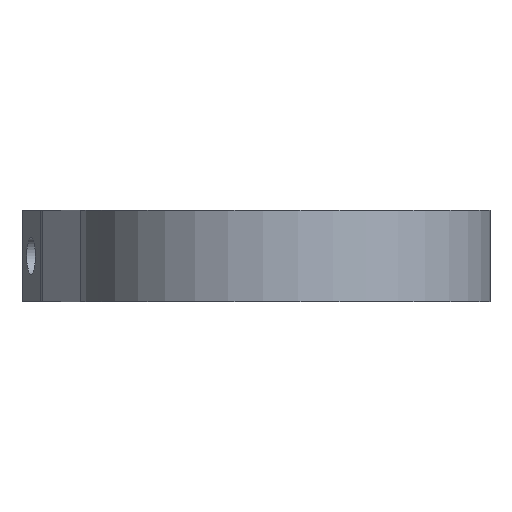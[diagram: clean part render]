
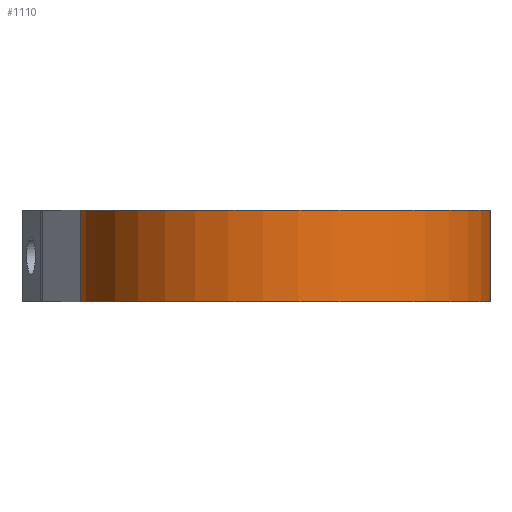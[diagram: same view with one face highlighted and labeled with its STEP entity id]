
A CAD part, left-side view. The second image highlights one B-rep face of the part: STEP entity #1110.
In plain terms, the highlighted cylindrical face has radius 28.48 mm (diameter 56.959 mm), a partial arc.
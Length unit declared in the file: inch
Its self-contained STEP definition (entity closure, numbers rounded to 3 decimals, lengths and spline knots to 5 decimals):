
#93=LINE('',#1773,#149);
#108=LINE('',#1972,#164);
#149=VECTOR('',#1423,0.5);
#164=VECTOR('',#1584,0.5);
#272=FACE_OUTER_BOUND('',#380,.T.);
#380=EDGE_LOOP('',(#998,#999,#1000,#1001));
#397=CIRCLE('',#1131,1.12125);
#428=CIRCLE('',#1164,1.12125);
#484=VERTEX_POINT('',#1631);
#485=VERTEX_POINT('',#1633);
#526=VERTEX_POINT('',#1720);
#527=VERTEX_POINT('',#1722);
#596=EDGE_CURVE('',#484,#485,#397,.T.);
#641=EDGE_CURVE('',#527,#526,#428,.T.);
#667=EDGE_CURVE('',#527,#484,#93,.T.);
#727=EDGE_CURVE('',#526,#485,#108,.T.);
#998=ORIENTED_EDGE('',*,*,#727,.T.);
#999=ORIENTED_EDGE('',*,*,#596,.F.);
#1000=ORIENTED_EDGE('',*,*,#667,.F.);
#1001=ORIENTED_EDGE('',*,*,#641,.T.);
#1056=CYLINDRICAL_SURFACE('',#1253,1.12125);
#1110=ADVANCED_FACE('',(#272),#1056,.T.);
#1131=AXIS2_PLACEMENT_3D('',#1634,#1293,#1294);
#1164=AXIS2_PLACEMENT_3D('',#1723,#1373,#1374);
#1253=AXIS2_PLACEMENT_3D('',#1971,#1582,#1583);
#1293=DIRECTION('center_axis',(0.,0.,1.));
#1294=DIRECTION('ref_axis',(1.,0.,0.));
#1373=DIRECTION('center_axis',(0.,0.,1.));
#1374=DIRECTION('ref_axis',(1.,0.,0.));
#1423=DIRECTION('',(0.,0.,1.));
#1582=DIRECTION('center_axis',(0.,0.,1.));
#1583=DIRECTION('ref_axis',(1.,0.,0.));
#1584=DIRECTION('',(0.,0.,1.));
#1631=CARTESIAN_POINT('',(-3.28732,1.8292,0.5));
#1633=CARTESIAN_POINT('',(-2.7685,-0.32542,0.5));
#1634=CARTESIAN_POINT('Origin',(-3.19436,0.71181,0.5));
#1720=CARTESIAN_POINT('',(-2.7685,-0.32542,0.));
#1722=CARTESIAN_POINT('',(-3.28732,1.8292,0.));
#1723=CARTESIAN_POINT('Origin',(-3.19436,0.71181,0.));
#1773=CARTESIAN_POINT('',(-3.28732,1.8292,0.));
#1971=CARTESIAN_POINT('Origin',(-3.19436,0.71181,0.));
#1972=CARTESIAN_POINT('',(-2.7685,-0.32542,0.));
